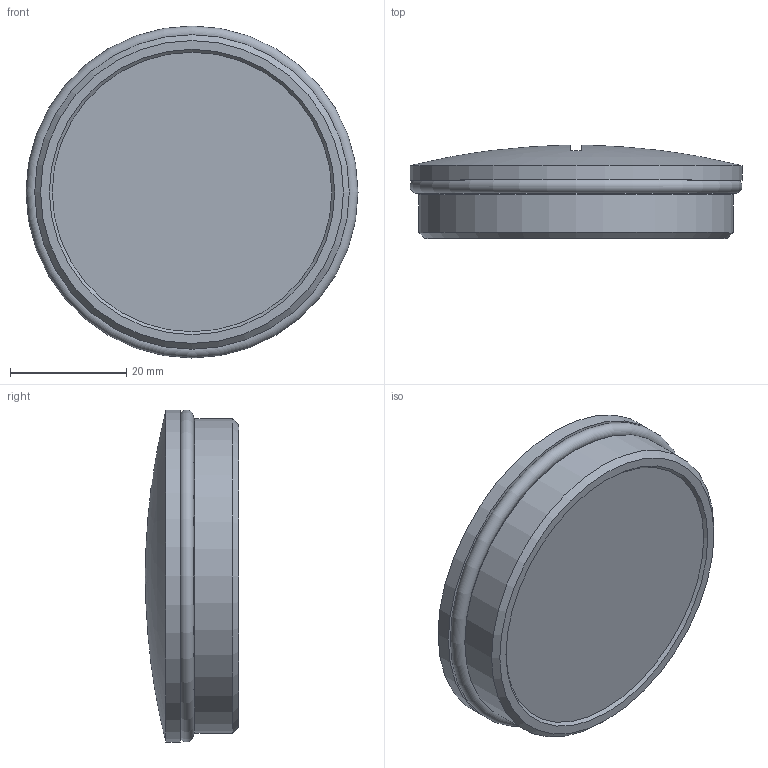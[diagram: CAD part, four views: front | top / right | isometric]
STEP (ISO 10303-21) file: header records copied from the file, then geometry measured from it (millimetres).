
FILE_DESCRIPTION(/* description */ (''),/* implementation_level */ '2;1');
FILE_NAME(/* name */ '',/* time_stamp */ '2025-07-24T11:26:55+07:00',/* author */ ('zeta-86'),/* organization */ (''),/* preprocessor_version */ 'ST-DEVELOPER v19.2',/* originating_system */ 'Autodesk Inventor 2024',/* authorisation */ '');
FILE_SCHEMA (('AUTOMOTIVE_DESIGN { 1 0 10303 214 3 1 1 }'));
Length unit declared in the file: millimetre
Products named in the file (1): Деталь26
Bounding box: 57 x 16 x 57 mm (x, y, z)
Volume: 33071.7 mm3; surface area: 7509.6 mm2
Topology: 1 solids, 1 shells, 13 faces, 27 edges, 18 vertices
Faces by surface type: plane 5, cone 3, cylinder 3, bspline 1, torus 1
Full cylindrical faces by diameter (mm): 54 x1, 57 x1
Entity records: 442 total; most frequent: CARTESIAN_POINT 111, DIRECTION 67, ORIENTED_EDGE 54, AXIS2_PLACEMENT_3D 31, EDGE_CURVE 27, CIRCLE 18, VERTEX_POINT 18, EDGE_LOOP 15
